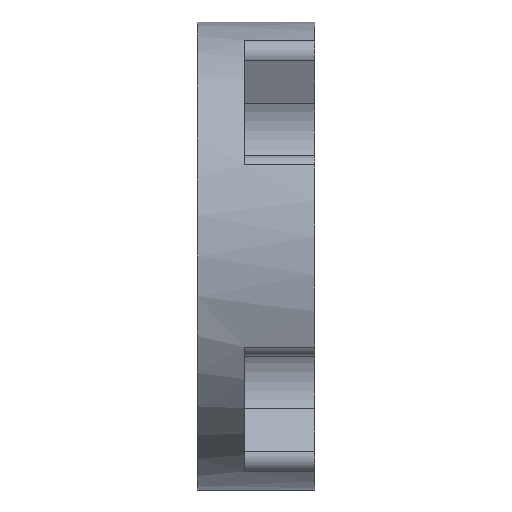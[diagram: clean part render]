
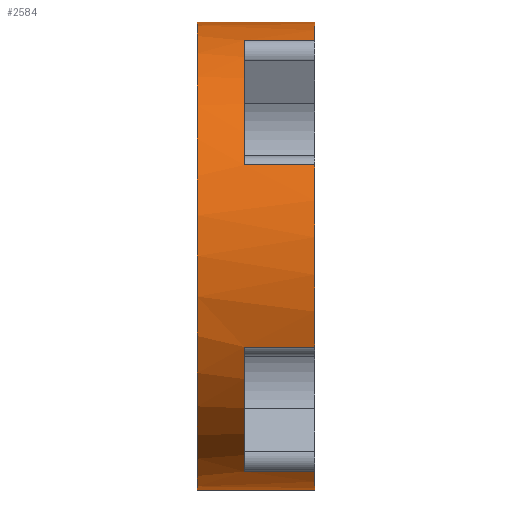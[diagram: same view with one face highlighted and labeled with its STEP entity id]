
A CAD part, left-side view. The second image highlights one B-rep face of the part: STEP entity #2584.
In plain terms, the highlighted cylindrical face has radius 12.696 mm (diameter 25.392 mm), a partial arc.
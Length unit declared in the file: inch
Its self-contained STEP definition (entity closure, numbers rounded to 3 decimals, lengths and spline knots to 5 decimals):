
#17 = VERTEX_POINT ( 'NONE', #3285 ) ;
#41 = AXIS2_PLACEMENT_3D ( 'NONE', #625, #1079, #1671 ) ;
#81 = EDGE_CURVE ( 'NONE', #3507, #2057, #1300, .T. ) ;
#102 = CARTESIAN_POINT ( 'NONE',  ( -0.19446, 0., -0.46047 ) ) ;
#108 = EDGE_CURVE ( 'NONE', #524, #17, #596, .T. ) ;
#113 = ORIENTED_EDGE ( 'NONE', *, *, #454, .T. ) ;
#126 = ORIENTED_EDGE ( 'NONE', *, *, #81, .T. ) ;
#150 = CARTESIAN_POINT ( 'NONE',  ( -0.46047, 0., -0.19446 ) ) ;
#155 = VECTOR ( 'NONE', #2890, 39.37008 ) ;
#244 = ORIENTED_EDGE ( 'NONE', *, *, #2403, .F. ) ;
#327 = AXIS2_PLACEMENT_3D ( 'NONE', #2167, #3347, #2791 ) ;
#341 = ORIENTED_EDGE ( 'NONE', *, *, #3414, .F. ) ;
#454 = EDGE_CURVE ( 'NONE', #2057, #17, #2212, .T. ) ;
#482 = EDGE_CURVE ( 'NONE', #2734, #3389, #3543, .T. ) ;
#524 = VERTEX_POINT ( 'NONE', #1104 ) ;
#587 = LINE ( 'NONE', #2857, #3390 ) ;
#596 = CIRCLE ( 'NONE', #41, 0.49985 ) ;
#613 = CARTESIAN_POINT ( 'NONE',  ( 0., 0.25, 0. ) ) ;
#625 = CARTESIAN_POINT ( 'NONE',  ( 0., 0.15, 0. ) ) ;
#654 = CARTESIAN_POINT ( 'NONE',  ( 0., 0.15, 0. ) ) ;
#758 = VERTEX_POINT ( 'NONE', #3058 ) ;
#765 = LINE ( 'NONE', #2449, #1992 ) ;
#808 = AXIS2_PLACEMENT_3D ( 'NONE', #654, #2409, #843 ) ;
#843 = DIRECTION ( 'NONE',  ( 0., 0., -1. ) ) ;
#924 = DIRECTION ( 'NONE',  ( 0., -1., 0. ) ) ;
#978 = ORIENTED_EDGE ( 'NONE', *, *, #1356, .T. ) ;
#987 = DIRECTION ( 'NONE',  ( 0., -1., 0. ) ) ;
#992 = EDGE_LOOP ( 'NONE', ( #341, #244, #978, #126, #113, #2014, #1116, #1872, #1781, #1693, #1577, #1379 ) ) ;
#1049 = DIRECTION ( 'NONE',  ( 0., -1., 0. ) ) ;
#1059 = LINE ( 'NONE', #2498, #3134 ) ;
#1079 = DIRECTION ( 'NONE',  ( 0., -1., 0. ) ) ;
#1080 = AXIS2_PLACEMENT_3D ( 'NONE', #613, #1049, #3220 ) ;
#1104 = CARTESIAN_POINT ( 'NONE',  ( -0.46047, 0.15, -0.19446 ) ) ;
#1116 = ORIENTED_EDGE ( 'NONE', *, *, #1806, .T. ) ;
#1132 = AXIS2_PLACEMENT_3D ( 'NONE', #3016, #2719, #1642 ) ;
#1148 = DIRECTION ( 'NONE',  ( 0., -1., 0. ) ) ;
#1195 = CARTESIAN_POINT ( 'NONE',  ( 0., 0.25, -0.49985 ) ) ;
#1300 = CIRCLE ( 'NONE', #3391, 0.49985 ) ;
#1356 = EDGE_CURVE ( 'NONE', #1443, #3507, #1059, .T. ) ;
#1379 = ORIENTED_EDGE ( 'NONE', *, *, #3405, .T. ) ;
#1401 = DIRECTION ( 'NONE',  ( 0., 1., 0. ) ) ;
#1443 = VERTEX_POINT ( 'NONE', #1195 ) ;
#1541 = VERTEX_POINT ( 'NONE', #1773 ) ;
#1577 = ORIENTED_EDGE ( 'NONE', *, *, #2150, .T. ) ;
#1642 = DIRECTION ( 'NONE',  ( 0., 0., 1. ) ) ;
#1671 = DIRECTION ( 'NONE',  ( 1., 0., 0. ) ) ;
#1683 = EDGE_CURVE ( 'NONE', #1541, #1719, #2079, .T. ) ;
#1693 = ORIENTED_EDGE ( 'NONE', *, *, #1683, .F. ) ;
#1713 = EDGE_CURVE ( 'NONE', #3389, #1719, #765, .T. ) ;
#1719 = VERTEX_POINT ( 'NONE', #3215 ) ;
#1724 = CIRCLE ( 'NONE', #327, 0.49985 ) ;
#1773 = CARTESIAN_POINT ( 'NONE',  ( -0.19446, 0.15, 0.46047 ) ) ;
#1781 = ORIENTED_EDGE ( 'NONE', *, *, #1713, .T. ) ;
#1806 = EDGE_CURVE ( 'NONE', #524, #2734, #3130, .T. ) ;
#1872 = ORIENTED_EDGE ( 'NONE', *, *, #482, .T. ) ;
#1992 = VECTOR ( 'NONE', #1401, 39.37008 ) ;
#2014 = ORIENTED_EDGE ( 'NONE', *, *, #108, .F. ) ;
#2024 = DIRECTION ( 'NONE',  ( 0., 0., 1. ) ) ;
#2057 = VERTEX_POINT ( 'NONE', #102 ) ;
#2079 = CIRCLE ( 'NONE', #808, 0.49985 ) ;
#2123 = AXIS2_PLACEMENT_3D ( 'NONE', #3103, #2951, #3534 ) ;
#2150 = EDGE_CURVE ( 'NONE', #1541, #758, #587, .T. ) ;
#2167 = CARTESIAN_POINT ( 'NONE',  ( 0., 0., 0. ) ) ;
#2212 = LINE ( 'NONE', #2819, #2884 ) ;
#2226 = CYLINDRICAL_SURFACE ( 'NONE', #1080, 0.49985 ) ;
#2356 = CIRCLE ( 'NONE', #1132, 0.49985 ) ;
#2388 = VECTOR ( 'NONE', #1148, 39.37008 ) ;
#2395 = FACE_OUTER_BOUND ( 'NONE', #992, .T. ) ;
#2401 = CARTESIAN_POINT ( 'NONE',  ( -0.46047, 0., 0.19446 ) ) ;
#2403 = EDGE_CURVE ( 'NONE', #1443, #2468, #2356, .T. ) ;
#2409 = DIRECTION ( 'NONE',  ( 0., -1., 0. ) ) ;
#2449 = CARTESIAN_POINT ( 'NONE',  ( -0.46047, 0.25, 0.19446 ) ) ;
#2468 = VERTEX_POINT ( 'NONE', #2586 ) ;
#2498 = CARTESIAN_POINT ( 'NONE',  ( 0., 0.25, -0.49985 ) ) ;
#2534 = DIRECTION ( 'NONE',  ( 0., 1., 0. ) ) ;
#2584 = ADVANCED_FACE ( 'NONE', ( #2395 ), #2226, .T. ) ;
#2586 = CARTESIAN_POINT ( 'NONE',  ( 0., 0.25, 0.49985 ) ) ;
#2719 = DIRECTION ( 'NONE',  ( 0., 1., 0. ) ) ;
#2734 = VERTEX_POINT ( 'NONE', #150 ) ;
#2791 = DIRECTION ( 'NONE',  ( 0., 0., 1. ) ) ;
#2800 = CARTESIAN_POINT ( 'NONE',  ( 0., 0.25, 0.49985 ) ) ;
#2819 = CARTESIAN_POINT ( 'NONE',  ( -0.19446, 0.25, -0.46047 ) ) ;
#2857 = CARTESIAN_POINT ( 'NONE',  ( -0.19446, 0.25, 0.46047 ) ) ;
#2870 = CARTESIAN_POINT ( 'NONE',  ( -0.46047, 0.25, -0.19446 ) ) ;
#2884 = VECTOR ( 'NONE', #2534, 39.37008 ) ;
#2890 = DIRECTION ( 'NONE',  ( 0., -1., 0. ) ) ;
#2913 = VERTEX_POINT ( 'NONE', #3365 ) ;
#2951 = DIRECTION ( 'NONE',  ( 0., 1., 0. ) ) ;
#2967 = CARTESIAN_POINT ( 'NONE',  ( 0., 0., 0. ) ) ;
#3016 = CARTESIAN_POINT ( 'NONE',  ( 0., 0.25, 0. ) ) ;
#3058 = CARTESIAN_POINT ( 'NONE',  ( -0.19446, 0., 0.46047 ) ) ;
#3059 = CARTESIAN_POINT ( 'NONE',  ( 0., 0., -0.49985 ) ) ;
#3103 = CARTESIAN_POINT ( 'NONE',  ( 0., 0., 0. ) ) ;
#3116 = LINE ( 'NONE', #2800, #2388 ) ;
#3130 = LINE ( 'NONE', #2870, #155 ) ;
#3134 = VECTOR ( 'NONE', #924, 39.37008 ) ;
#3215 = CARTESIAN_POINT ( 'NONE',  ( -0.46047, 0.15, 0.19446 ) ) ;
#3220 = DIRECTION ( 'NONE',  ( 0., 0., -1. ) ) ;
#3285 = CARTESIAN_POINT ( 'NONE',  ( -0.19446, 0.15, -0.46047 ) ) ;
#3347 = DIRECTION ( 'NONE',  ( 0., 1., 0. ) ) ;
#3365 = CARTESIAN_POINT ( 'NONE',  ( 0., 0., 0.49985 ) ) ;
#3389 = VERTEX_POINT ( 'NONE', #2401 ) ;
#3390 = VECTOR ( 'NONE', #987, 39.37008 ) ;
#3391 = AXIS2_PLACEMENT_3D ( 'NONE', #2967, #3442, #2024 ) ;
#3405 = EDGE_CURVE ( 'NONE', #758, #2913, #1724, .T. ) ;
#3414 = EDGE_CURVE ( 'NONE', #2468, #2913, #3116, .T. ) ;
#3442 = DIRECTION ( 'NONE',  ( 0., 1., 0. ) ) ;
#3507 = VERTEX_POINT ( 'NONE', #3059 ) ;
#3534 = DIRECTION ( 'NONE',  ( 0., 0., 1. ) ) ;
#3543 = CIRCLE ( 'NONE', #2123, 0.49985 ) ;
